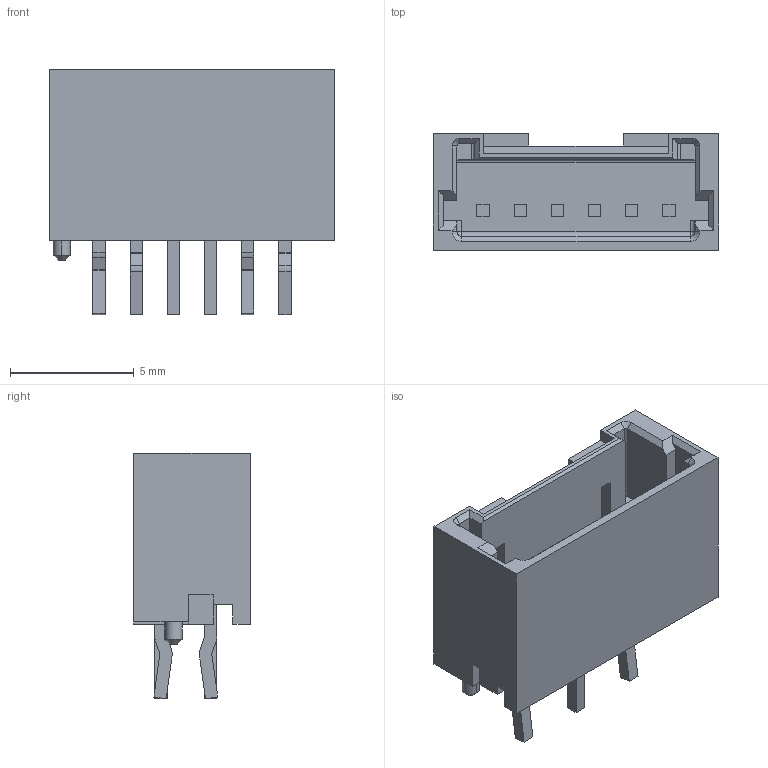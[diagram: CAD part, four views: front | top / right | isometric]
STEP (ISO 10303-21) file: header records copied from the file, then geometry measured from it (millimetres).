
FILE_DESCRIPTION((''),'2;1');
FILE_NAME('C-292207-6','2016-03-02T',('workeradm'),('Tyco Electronics Ltd.'),'CREO PARAMETRIC BY PTC INC, 2015200','CREO PARAMETRIC BY PTC INC, 2015200','');
FILE_SCHEMA(('AUTOMOTIVE_DESIGN { 1 0 10303 214 1 1 1 1 }'));
Length unit declared in the file: millimetre
Products named in the file (1): C-292207-6
Bounding box: 11.5 x 4.7 x 9.9 mm (x, y, z)
Volume: 193.9 mm3; surface area: 568 mm2
Topology: 1 solids, 1 shells, 233 faces, 642 edges, 418 vertices
Faces by surface type: plane 189, cylinder 36, cone 6, sphere 2
Entity records: 7346 total; most frequent: CARTESIAN_POINT 1295, ORIENTED_EDGE 1284, DIRECTION 1186, EDGE_CURVE 642, VECTOR 564, LINE 564, VERTEX_POINT 418, AXIS2_PLACEMENT_3D 311
